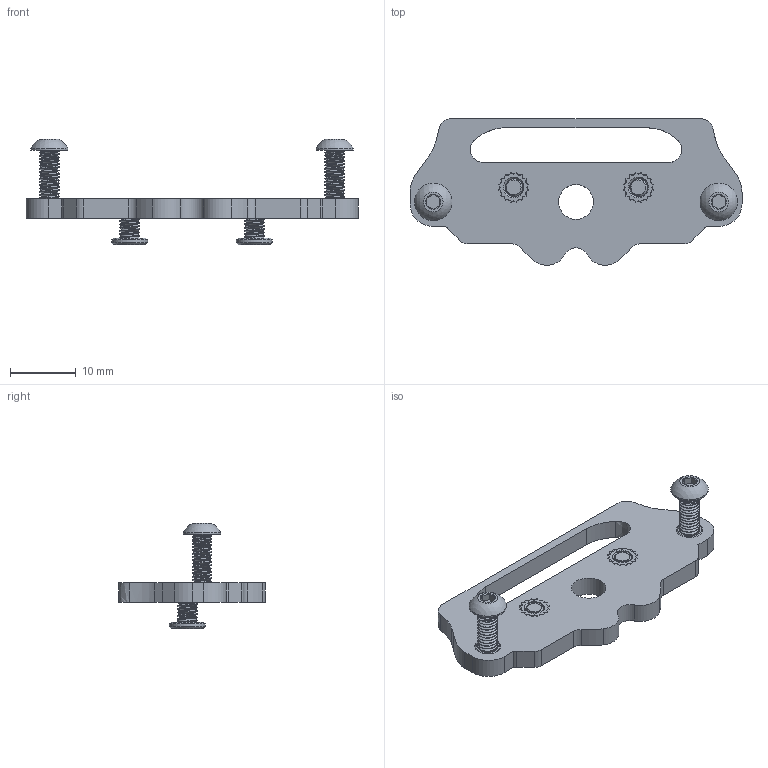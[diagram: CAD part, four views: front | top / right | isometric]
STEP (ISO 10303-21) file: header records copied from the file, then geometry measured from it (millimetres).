
FILE_DESCRIPTION(/* description */ (''),/* implementation_level */ '2;1');
FILE_NAME(/* name */ 'Sherpa mini adapter plate.step',/* time_stamp */ '2022-10-09T14:19:11-04:00',/* author */ (''),/* organization */ (''),/* preprocessor_version */ 'ST-DEVELOPER v19',/* originating_system */ 'Autodesk Translation Framework v11.7.0.108',/* authorisation */ '');
FILE_SCHEMA (('AUTOMOTIVE_DESIGN { 1 0 10303 214 3 1 1 }'));
Length unit declared in the file: millimetre
Products named in the file (5): Sherpa mini adapter plate; hardware (8); M3_Short; M3 10mm Button Head; M3 6mm Flat Head Ultra Low profile
Assembly tree (9 placements, depth 3):
  Sherpa mini adapter plate
    hardware (8)
      M3_Short  x4
      M3 10mm Button Head  x2
      M3 6mm Flat Head Ultra Low profile  x2
Bounding box: 50.6 x 22.36 x 16.05 mm (x, y, z)
Volume: 2354.2 mm3; surface area: 3360.5 mm2
Topology: 17 solids, 53 shells, 1527 faces, 4225 edges, 2826 vertices
Faces by surface type: bspline 680, plane 435, cylinder 346, cone 64, sphere 2
Full cylindrical faces by diameter (mm): 2.35 x54, 2.529 x16, 3 x58, 3.086 x20, 3.6 x4, 3.8 x4, 4 x6, 4.25 x2, 5.28 x1, 5.5 x2, 5.7 x2
Entity records: 27506 total; most frequent: CARTESIAN_POINT 16741, ORIENTED_EDGE 2602, DIRECTION 1520, EDGE_CURVE 1301, VERTEX_POINT 865, LINE 582, VECTOR 582, B_SPLINE_CURVE_WITH_KNOTS 549
